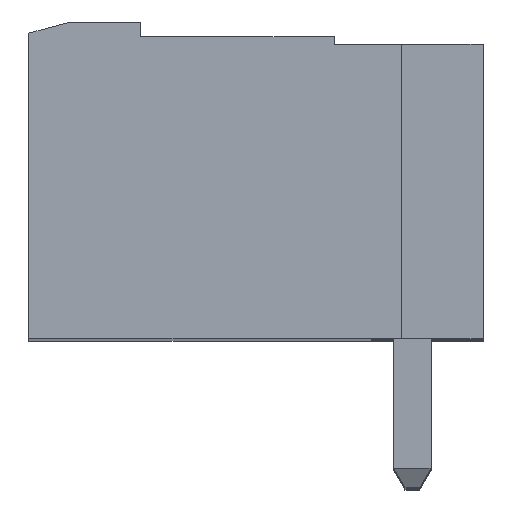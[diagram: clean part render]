
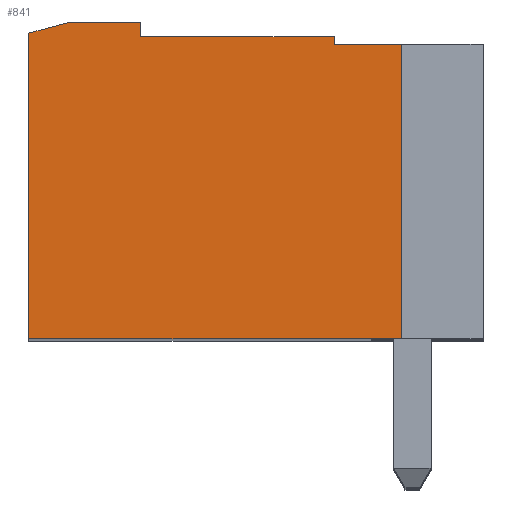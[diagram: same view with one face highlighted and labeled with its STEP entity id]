
A CAD part, top view. The second image highlights one B-rep face of the part: STEP entity #841.
In plain terms, the highlighted planar face has unit normal (0, 0, 1).
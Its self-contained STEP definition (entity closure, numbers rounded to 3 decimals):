
#841 = ADVANCED_FACE( '', ( #1944 ), #1945, .T. );
#1944 = FACE_OUTER_BOUND( '', #3314, .T. );
#1945 = PLANE( '', #3315 );
#3314 = EDGE_LOOP( '', ( #5879, #5880, #5881, #5882, #5883, #5884, #5885, #5886, #5887 ) );
#3315 = AXIS2_PLACEMENT_3D( '', #5888, #5889, #5890 );
#5879 = ORIENTED_EDGE( '', *, *, #8392, .F. );
#5880 = ORIENTED_EDGE( '', *, *, #9135, .F. );
#5881 = ORIENTED_EDGE( '', *, *, #8875, .F. );
#5882 = ORIENTED_EDGE( '', *, *, #8412, .F. );
#5883 = ORIENTED_EDGE( '', *, *, #9136, .F. );
#5884 = ORIENTED_EDGE( '', *, *, #9137, .F. );
#5885 = ORIENTED_EDGE( '', *, *, #9138, .F. );
#5886 = ORIENTED_EDGE( '', *, *, #9139, .F. );
#5887 = ORIENTED_EDGE( '', *, *, #9140, .F. );
#5888 = CARTESIAN_POINT( '', ( 204.225, 204.11, 31.48 ) );
#5889 = DIRECTION( '', ( 0., 0., 1. ) );
#5890 = DIRECTION( '', ( 0., 1., 0. ) );
#8392 = EDGE_CURVE( '', #10180, #10056, #10182, .T. );
#8412 = EDGE_CURVE( '', #10216, #10211, #10218, .T. );
#8875 = EDGE_CURVE( '', #10211, #10973, #10974, .T. );
#9135 = EDGE_CURVE( '', #10973, #10180, #11346, .T. );
#9136 = EDGE_CURVE( '', #11347, #10216, #11348, .T. );
#9137 = EDGE_CURVE( '', #11349, #11347, #11350, .T. );
#9138 = EDGE_CURVE( '', #11351, #11349, #11352, .T. );
#9139 = EDGE_CURVE( '', #11353, #11351, #11354, .T. );
#9140 = EDGE_CURVE( '', #10056, #11353, #11355, .T. );
#10056 = VERTEX_POINT( '', #12529 );
#10180 = VERTEX_POINT( '', #12716 );
#10182 = LINE( '', #12719, #12720 );
#10211 = VERTEX_POINT( '', #12759 );
#10216 = VERTEX_POINT( '', #12766 );
#10218 = LINE( '', #12769, #12770 );
#10973 = VERTEX_POINT( '', #13889 );
#10974 = LINE( '', #13890, #13891 );
#11346 = LINE( '', #14460, #14461 );
#11347 = VERTEX_POINT( '', #14462 );
#11348 = LINE( '', #14463, #14464 );
#11349 = VERTEX_POINT( '', #14465 );
#11350 = LINE( '', #14466, #14467 );
#11351 = VERTEX_POINT( '', #14468 );
#11352 = LINE( '', #14469, #14470 );
#11353 = VERTEX_POINT( '', #14471 );
#11354 = LINE( '', #14472, #14473 );
#11355 = LINE( '', #14474, #14475 );
#12529 = CARTESIAN_POINT( '', ( 194.225, 196.21, 31.48 ) );
#12716 = CARTESIAN_POINT( '', ( 204.225, 196.21, 31.48 ) );
#12719 = CARTESIAN_POINT( '', ( 194.225, 196.21, 31.48 ) );
#12720 = VECTOR( '', #15689, 1000. );
#12759 = CARTESIAN_POINT( '', ( 202.425, 204.11, 31.48 ) );
#12766 = CARTESIAN_POINT( '', ( 202.425, 204.31, 31.48 ) );
#12769 = CARTESIAN_POINT( '', ( 202.425, 204.11, 31.48 ) );
#12770 = VECTOR( '', #15709, 1000. );
#13889 = CARTESIAN_POINT( '', ( 204.225, 204.11, 31.48 ) );
#13890 = CARTESIAN_POINT( '', ( 204.225, 204.11, 31.48 ) );
#13891 = VECTOR( '', #16113, 1000. );
#14460 = CARTESIAN_POINT( '', ( 204.225, 196.21, 31.48 ) );
#14461 = VECTOR( '', #16326, 1000. );
#14462 = CARTESIAN_POINT( '', ( 197.225, 204.31, 31.48 ) );
#14463 = CARTESIAN_POINT( '', ( 202.425, 204.31, 31.48 ) );
#14464 = VECTOR( '', #16327, 1000. );
#14465 = CARTESIAN_POINT( '', ( 197.225, 204.71, 31.48 ) );
#14466 = CARTESIAN_POINT( '', ( 197.225, 204.31, 31.48 ) );
#14467 = VECTOR( '', #16328, 1000. );
#14468 = CARTESIAN_POINT( '', ( 195.345, 204.71, 31.48 ) );
#14469 = CARTESIAN_POINT( '', ( 197.225, 204.71, 31.48 ) );
#14470 = VECTOR( '', #16329, 1000. );
#14471 = CARTESIAN_POINT( '', ( 194.225, 204.41, 31.48 ) );
#14472 = CARTESIAN_POINT( '', ( 195.345, 204.71, 31.48 ) );
#14473 = VECTOR( '', #16330, 1000. );
#14474 = CARTESIAN_POINT( '', ( 194.225, 204.41, 31.48 ) );
#14475 = VECTOR( '', #16331, 1000. );
#15689 = DIRECTION( '', ( -1., 0., 0. ) );
#15709 = DIRECTION( '', ( 0., -1., 0. ) );
#16113 = DIRECTION( '', ( 1., 0., 0. ) );
#16326 = DIRECTION( '', ( 0., -1., 0. ) );
#16327 = DIRECTION( '', ( 1., 0., 0. ) );
#16328 = DIRECTION( '', ( 0., -1., 0. ) );
#16329 = DIRECTION( '', ( 1., 0., 0. ) );
#16330 = DIRECTION( '', ( 0.966, 0.259, 0. ) );
#16331 = DIRECTION( '', ( 0., 1., 0. ) );
